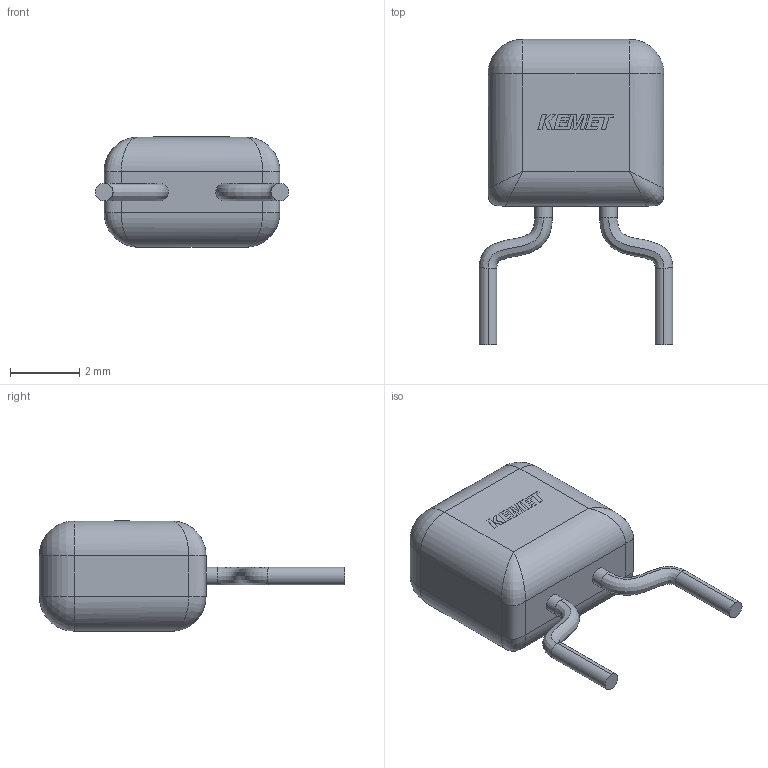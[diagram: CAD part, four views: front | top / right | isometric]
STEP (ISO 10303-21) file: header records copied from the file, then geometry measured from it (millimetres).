
FILE_DESCRIPTION(/* description */ ('STEP AP214'),/* implementation_level */ '2;1');
FILE_NAME(/* name */ 'C322_KEMET.step',/* time_stamp */ '2023-12-15T00:57:39-05:00',/* author */ ('Ishaan'),/* organization */ (''),/* preprocessor_version */ 'ST-DEVELOPER v19.2',/* originating_system */ 'Autodesk Inventor 2024',/* authorisation */ '');
FILE_SCHEMA (('AUTOMOTIVE_DESIGN { 1 0 10303 214 3 1 1 }'));
Length unit declared in the file: millimetre
Products named in the file (1): CCR_SB_5.08X6.6_L5.08H6.6T3.18S5.08LL7F0.51
Bounding box: 5.59 x 8.81 x 3.19 mm (x, y, z)
Volume: 70.8 mm3; surface area: 107.3 mm2
Topology: 4 solids, 4 shells, 95 faces, 233 edges, 140 vertices
Faces by surface type: plane 65, cylinder 16, bspline 10, sphere 4
Full cylindrical faces by diameter (mm): 0.51 x2
Entity records: 5846 total; most frequent: CARTESIAN_POINT 3573, ORIENTED_EDGE 450, DIRECTION 407, EDGE_CURVE 225, LINE 183, VECTOR 183, VERTEX_POINT 140, AXIS2_PLACEMENT_3D 112
